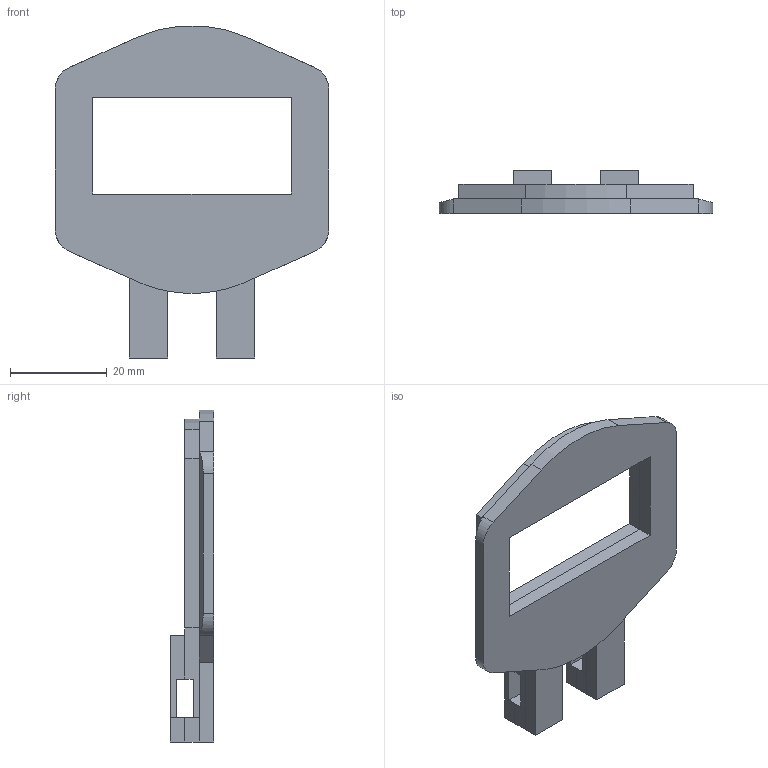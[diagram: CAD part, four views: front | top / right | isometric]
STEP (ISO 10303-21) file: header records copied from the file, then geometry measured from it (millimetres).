
FILE_DESCRIPTION(('FreeCAD Model'),'2;1');
FILE_NAME('Open CASCADE Shape Model','2025-10-29T14:45:32',(''),(''), 'Open CASCADE STEP processor 7.8','FreeCAD','Unknown');
FILE_SCHEMA(('AUTOMOTIVE_DESIGN { 1 0 10303 214 1 1 1 1 }'));
Length unit declared in the file: millimetre
Products named in the file (1): TomTomMount
Bounding box: 56.7 x 9 x 68.8 mm (x, y, z)
Volume: 10868.7 mm3; surface area: 7156.6 mm2
Topology: 1 solids, 1 shells, 82 faces, 226 edges, 142 vertices
Faces by surface type: plane 74, cylinder 8
Entity records: 2574 total; most frequent: ORIENTED_EDGE 452, CARTESIAN_POINT 451, DIRECTION 410, EDGE_CURVE 226, LINE 208, VECTOR 208, VERTEX_POINT 142, AXIS2_PLACEMENT_3D 101
